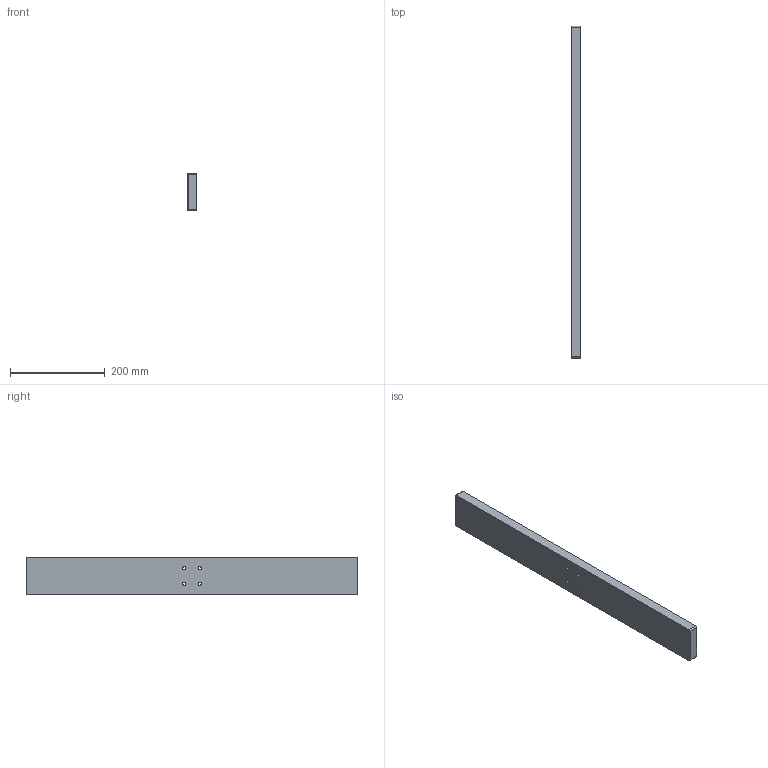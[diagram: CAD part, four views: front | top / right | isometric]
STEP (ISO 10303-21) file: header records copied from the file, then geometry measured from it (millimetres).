
FILE_DESCRIPTION((''),'2;1');
FILE_NAME('JC35TS-0927','2021-01-06T15:55:34',('sa'),('捷昌驱动'),'CREO PARAMETRIC BY PTC INC, 2018100','CREO PARAMETRIC BY PTC INC, 2018100','');
FILE_SCHEMA(('CONFIG_CONTROL_DESIGN'));
Length unit declared in the file: millimetre
Products named in the file (1): JC35TS-0927
Bounding box: 20 x 700 x 80 mm (x, y, z)
Volume: 921737.4 mm3; surface area: 194195.7 mm2
Topology: 1 solids, 3 shells, 58 faces, 144 edges, 96 vertices
Faces by surface type: cylinder 36, plane 22
Entity records: 1817 total; most frequent: DIRECTION 334, CARTESIAN_POINT 299, ORIENTED_EDGE 280, EDGE_CURVE 144, AXIS2_PLACEMENT_3D 131, VERTEX_POINT 96, EDGE_LOOP 74, VECTOR 72
